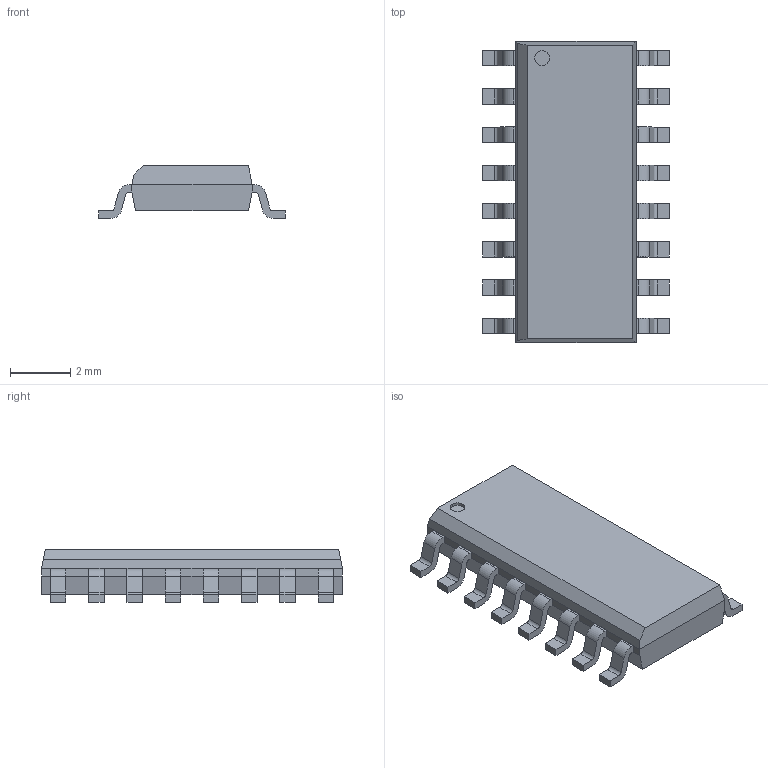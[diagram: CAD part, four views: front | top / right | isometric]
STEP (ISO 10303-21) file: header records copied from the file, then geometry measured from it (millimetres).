
FILE_DESCRIPTION((''),'2;1');
FILE_NAME('SOIC127P600X175-16N.stp','2008-05-20T14:21:19',(''),(''),'Mechanical Desktop 2008','Mechanical Desktop 2008',', , ');
FILE_SCHEMA(('AUTOMOTIVE_DESIGN { 1 2 10303 214 1 1 1 1 }'));
Length unit declared in the file: millimetre
Products named in the file (1): Product
Bounding box: 6.2 x 10 x 1.75 mm (x, y, z)
Volume: 61.1 mm3; surface area: 159.4 mm2
Topology: 17 solids, 17 shells, 240 faces, 611 edges, 406 vertices
Faces by surface type: bspline 112, plane 94, cylinder 34
Entity records: 7667 total; most frequent: CARTESIAN_POINT 2042, ORIENTED_EDGE 1222, DIRECTION 1001, EDGE_CURVE 611, VECTOR 479, LINE 479, VERTEX_POINT 406, AXIS2_PLACEMENT_3D 261
